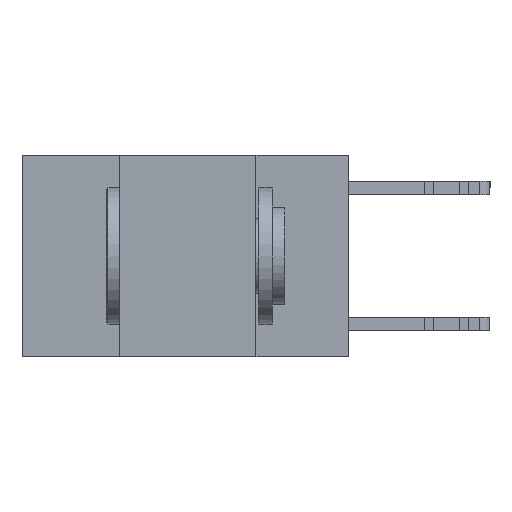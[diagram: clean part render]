
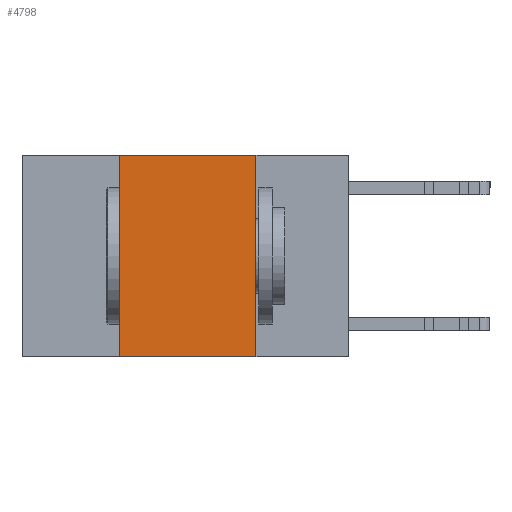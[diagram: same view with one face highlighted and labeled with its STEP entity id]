
A CAD part, left-side view. The second image highlights one B-rep face of the part: STEP entity #4798.
In plain terms, the highlighted planar face has unit normal (-1, 0, 0).
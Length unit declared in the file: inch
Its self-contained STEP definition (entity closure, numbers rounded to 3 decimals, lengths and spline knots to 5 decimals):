
#386 = CARTESIAN_POINT ( 'NONE',  ( 0., 0.6, 0. ) ) ;
#651 = DIRECTION ( 'NONE',  ( 0., -1., 0. ) ) ;
#2101 = AXIS2_PLACEMENT_3D ( 'NONE', #386, #19553, #26245 ) ;
#3288 = CARTESIAN_POINT ( 'NONE',  ( 0., 0.6, 0. ) ) ;
#4798 = ADVANCED_FACE ( 'NONE', ( #11928 ), #21414, .F. ) ;
#5555 = DIRECTION ( 'NONE',  ( 0., -1., 0. ) ) ;
#5624 = LINE ( 'NONE', #3288, #8095 ) ;
#6108 = VERTEX_POINT ( 'NONE', #29036 ) ;
#6331 = ORIENTED_EDGE ( 'NONE', *, *, #18000, .F. ) ;
#7163 = ORIENTED_EDGE ( 'NONE', *, *, #20332, .T. ) ;
#8087 = VECTOR ( 'NONE', #5555, 39.37008 ) ;
#8095 = VECTOR ( 'NONE', #651, 39.37008 ) ;
#9259 = CARTESIAN_POINT ( 'NONE',  ( 0., 0.17, 0. ) ) ;
#10080 = LINE ( 'NONE', #16478, #25857 ) ;
#10103 = VERTEX_POINT ( 'NONE', #27170 ) ;
#10190 = ORIENTED_EDGE ( 'NONE', *, *, #13917, .F. ) ;
#11928 = FACE_OUTER_BOUND ( 'NONE', #19036, .T. ) ;
#12121 = CARTESIAN_POINT ( 'NONE',  ( 0., 0.6, -0.37 ) ) ;
#12918 = CARTESIAN_POINT ( 'NONE',  ( 0., 0.42, -0.37 ) ) ;
#13917 = EDGE_CURVE ( 'NONE', #16379, #6108, #10080, .T. ) ;
#14240 = DIRECTION ( 'NONE',  ( 0., 0., -1. ) ) ;
#14914 = CARTESIAN_POINT ( 'NONE',  ( 0., 0.17, 0. ) ) ;
#16379 = VERTEX_POINT ( 'NONE', #12918 ) ;
#16478 = CARTESIAN_POINT ( 'NONE',  ( 0., 0.42, 0. ) ) ;
#18000 = EDGE_CURVE ( 'NONE', #6108, #18895, #5624, .T. ) ;
#18895 = VERTEX_POINT ( 'NONE', #14914 ) ;
#19036 = EDGE_LOOP ( 'NONE', ( #20319, #6331, #10190, #7163 ) ) ;
#19553 = DIRECTION ( 'NONE',  ( 1., 0., 0. ) ) ;
#20319 = ORIENTED_EDGE ( 'NONE', *, *, #28421, .F. ) ;
#20332 = EDGE_CURVE ( 'NONE', #16379, #10103, #24391, .T. ) ;
#21414 = PLANE ( 'NONE',  #2101 ) ;
#23769 = DIRECTION ( 'NONE',  ( 0., 0., 1. ) ) ;
#24391 = LINE ( 'NONE', #12121, #8087 ) ;
#25857 = VECTOR ( 'NONE', #23769, 39.37008 ) ;
#26245 = DIRECTION ( 'NONE',  ( 0., 0., -1. ) ) ;
#27170 = CARTESIAN_POINT ( 'NONE',  ( 0., 0.17, -0.37 ) ) ;
#27186 = VECTOR ( 'NONE', #14240, 39.37008 ) ;
#28086 = LINE ( 'NONE', #9259, #27186 ) ;
#28421 = EDGE_CURVE ( 'NONE', #18895, #10103, #28086, .T. ) ;
#29036 = CARTESIAN_POINT ( 'NONE',  ( 0., 0.42, 0. ) ) ;
